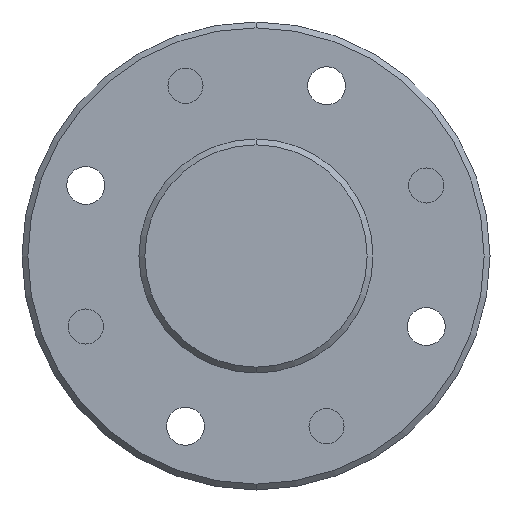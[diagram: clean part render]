
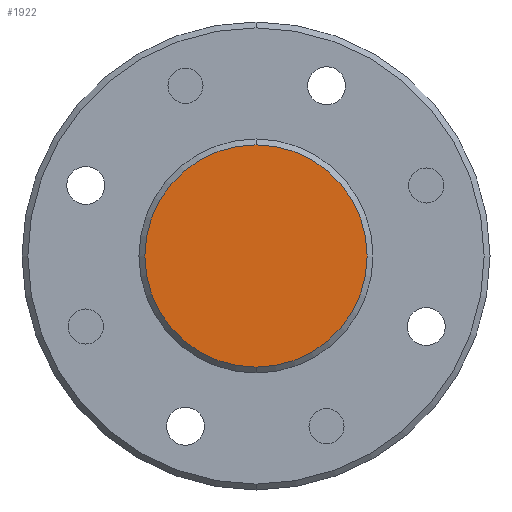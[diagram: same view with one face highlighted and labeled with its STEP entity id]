
A CAD part, front view. The second image highlights one B-rep face of the part: STEP entity #1922.
In plain terms, the highlighted planar face has unit normal (0, -1, 0).
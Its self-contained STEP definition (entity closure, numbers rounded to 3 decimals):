
#57 = CIRCLE ( 'NONE', #3371, 19. ) ;
#134 = EDGE_LOOP ( 'NONE', ( #1682, #1767 ) ) ;
#166 = CARTESIAN_POINT ( 'NONE',  ( 0., -6., 19. ) ) ;
#180 = DIRECTION ( 'NONE',  ( 0., -1., 0. ) ) ;
#210 = CARTESIAN_POINT ( 'NONE',  ( 0., -6., 0. ) ) ;
#286 = AXIS2_PLACEMENT_3D ( 'NONE', #210, #180, #3286 ) ;
#803 = CARTESIAN_POINT ( 'NONE',  ( 0., -6., -19. ) ) ;
#823 = CARTESIAN_POINT ( 'NONE',  ( 0., -6., 0. ) ) ;
#1115 = CARTESIAN_POINT ( 'NONE',  ( 0., -6., 0. ) ) ;
#1141 = DIRECTION ( 'NONE',  ( 0., -1., 0. ) ) ;
#1346 = EDGE_CURVE ( 'NONE', #2253, #3138, #1908, .T. ) ;
#1407 = DIRECTION ( 'NONE',  ( 0., -1., 0. ) ) ;
#1425 = EDGE_CURVE ( 'NONE', #3138, #2253, #57, .T. ) ;
#1430 = PLANE ( 'NONE',  #3352 ) ;
#1682 = ORIENTED_EDGE ( 'NONE', *, *, #1425, .T. ) ;
#1767 = ORIENTED_EDGE ( 'NONE', *, *, #1346, .T. ) ;
#1908 = CIRCLE ( 'NONE', #286, 19. ) ;
#1922 = ADVANCED_FACE ( 'NONE', ( #2185 ), #1430, .T. ) ;
#2185 = FACE_OUTER_BOUND ( 'NONE', #134, .T. ) ;
#2253 = VERTEX_POINT ( 'NONE', #803 ) ;
#3138 = VERTEX_POINT ( 'NONE', #166 ) ;
#3286 = DIRECTION ( 'NONE',  ( 0., 0., -1. ) ) ;
#3352 = AXIS2_PLACEMENT_3D ( 'NONE', #1115, #1141, #3601 ) ;
#3371 = AXIS2_PLACEMENT_3D ( 'NONE', #823, #1407, #3900 ) ;
#3601 = DIRECTION ( 'NONE',  ( 0., 0., -1. ) ) ;
#3900 = DIRECTION ( 'NONE',  ( 0., 0., -1. ) ) ;
